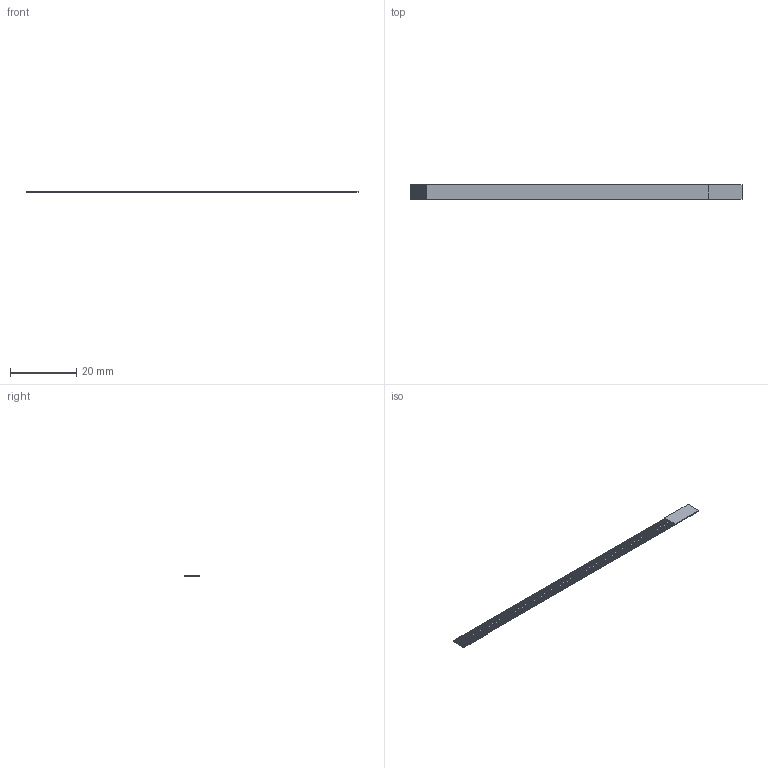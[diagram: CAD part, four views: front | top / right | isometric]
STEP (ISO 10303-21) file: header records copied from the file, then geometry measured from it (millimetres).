
FILE_DESCRIPTION(/* description */ ('Unknown'),/* implementation_level */ '2;1');
FILE_NAME(/* name */ '687708100002',/* time_stamp */ '2020-02-17T17:18:48+01:00',/* author */ ('Unknown'),/* organization */ ('Unknown'),/* preprocessor_version */ 'ST-DEVELOPER v16.7',/* originating_system */ 'DEX',/* authorisation */ $);
FILE_SCHEMA (('AUTOMOTIVE_DESIGN {1 0 10303 214 3 1 1}'));
Length unit declared in the file: millimetre
Products named in the file (2): 6877xx100002; 687708100002
Assembly tree (1 placements, depth 2):
  6877xx100002
    687708100002
Bounding box: 100 x 4.5 x 0.59 mm (x, y, z)
Volume: 68.4 mm3; surface area: 1452.8 mm2
Topology: 1 solids, 1 shells, 68 faces, 206 edges, 124 vertices
Faces by surface type: plane 68
Entity records: 2802 total; most frequent: ORIENTED_EDGE 412, CARTESIAN_POINT 408, DIRECTION 342, EDGE_CURVE 206, LINE 202, VECTOR 202, VERTEX_POINT 124, AXIS2_PLACEMENT_3D 70
